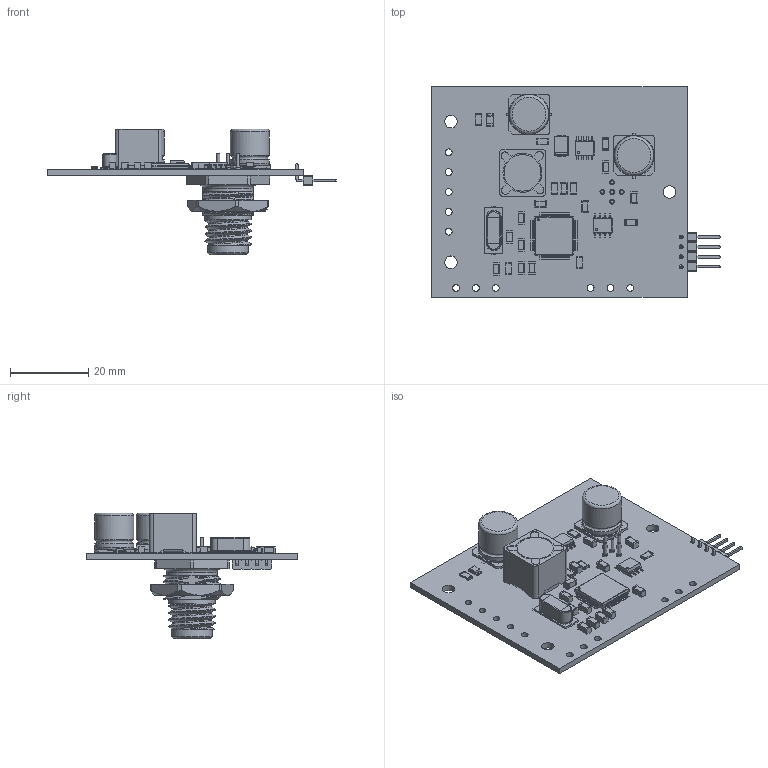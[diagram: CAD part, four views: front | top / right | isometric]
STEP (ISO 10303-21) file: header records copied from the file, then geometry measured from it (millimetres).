
FILE_DESCRIPTION(('KiCad electronic assembly'),'2;1');
FILE_NAME('SterringPCB.step','2025-05-16T17:08:27',('Pcbnew'),('Kicad'), 'Open CASCADE STEP processor 7.7','KiCad to STEP converter','Unknown' );
FILE_SCHEMA(('AUTOMOTIVE_DESIGN { 1 0 10303 214 1 1 1 1 }'));
Length unit declared in the file: millimetre
Products named in the file (26): SterringPCB 1; C_1206_3216Metric; D_SMB; C_Elec_10x10.2; C_Elec_10x102; L_Pulse_PA4320; LQFP-64_10x10mm_P0.5mm; LQFP_64_10x10mm_P05mm; R_1206_3216Metric; LED_1206_3216Metric; 5 pin Plug v1; Crystal_SMD_HC49-SD; L_1206_3216Metric; SOIC-8_3.9x4.9mm_P1.27mm; SOIC_8_39x49mm_P127mm; PinHeader_1x04_P2.54mm_Horizontal; PinHeader_1x04_P254mm_Horizontal; stm32f103 board_PCB
Assembly tree (43 placements, depth 3):
  SterringPCB 1
    C_1206_3216Metric  x13
      C_1206_3216Metric
    D_SMB
      D_SMB
    C_Elec_10x10.2  x2
      C_Elec_10x102
    L_Pulse_PA4320
      L_Pulse_PA4320
    LQFP-64_10x10mm_P0.5mm
      LQFP_64_10x10mm_P05mm
    R_1206_3216Metric  x5
      R_1206_3216Metric
    LED_1206_3216Metric
      LED_1206_3216Metric
    5 pin Plug v1
      5 pin Plug v1
    Crystal_SMD_HC49-SD
      Crystal_SMD_HC49-SD
    L_1206_3216Metric
      L_1206_3216Metric
    SOIC-8_3.9x4.9mm_P1.27mm  x2
      SOIC_8_39x49mm_P127mm
    PinHeader_1x04_P2.54mm_Horizontal
      PinHeader_1x04_P254mm_Horizontal
    stm32f103 board_PCB
Bounding box: 74.02 x 54 x 32.2 mm (x, y, z)
Volume: 11893.9 mm3; surface area: 13924.7 mm2
Topology: 39 solids, 39 shells, 2400 faces, 6281 edges, 4017 vertices
Faces by surface type: plane 1518, cylinder 665, bspline 200, cone 8, torus 7, revolution 2
Full cylindrical faces by diameter (mm): 0.02 x2, 0.5 x1, 0.6 x2, 0.742 x1, 0.762 x4, 0.8 x10, 1 x4, 1.2 x5, 1.75 x11, 3.2 x3, 8.5 x1, 9.4 x1, 9.836 x3, 10 x4, 10.5 x1, 11.834 x4, 13 x1, 16.25 x1
Entity records: 71175 total; most frequent: CARTESIAN_POINT 16250, ORIENTED_EDGE 9288, DIRECTION 8530, EDGE_CURVE 4644, LINE 3523, VECTOR 3523, VERTEX_POINT 2953, AXIS2_PLACEMENT_3D 2503
